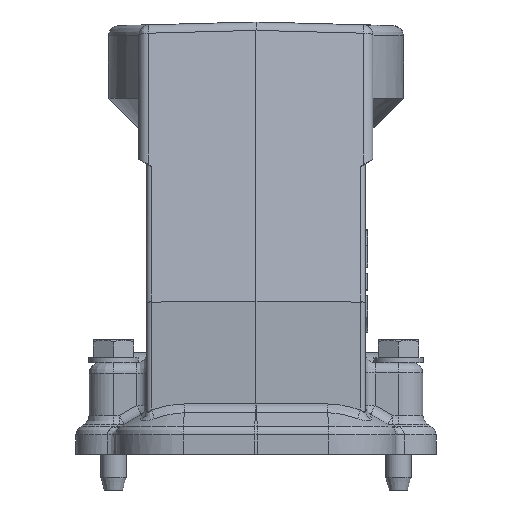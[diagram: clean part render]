
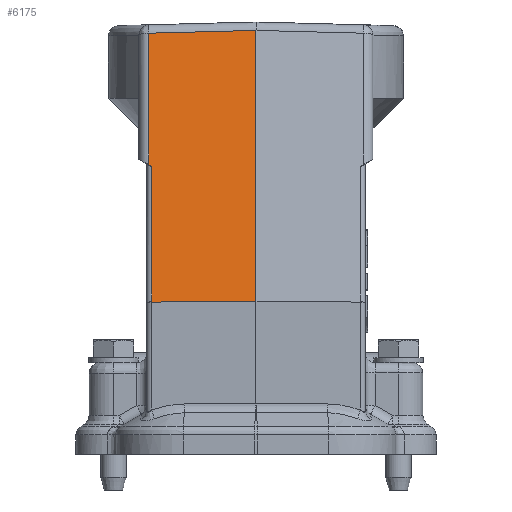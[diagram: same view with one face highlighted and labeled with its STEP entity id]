
A CAD part, left-side view. The second image highlights one B-rep face of the part: STEP entity #6175.
In plain terms, the highlighted planar face has unit normal (-0.985, 0.026, 0.174).
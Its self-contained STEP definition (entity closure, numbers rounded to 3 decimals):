
#6175=ADVANCED_FACE('',(#7182),#6638,.T.);
#6638=PLANE('',#17880);
#7182=FACE_OUTER_BOUND('',#7912,.T.);
#7912=EDGE_LOOP('',(#10745,#10746,#10747,#10748,#10749,#10750));
#10745=ORIENTED_EDGE('',*,*,#14388,.T.);
#10746=ORIENTED_EDGE('',*,*,#14387,.T.);
#10747=ORIENTED_EDGE('',*,*,#14383,.T.);
#10748=ORIENTED_EDGE('',*,*,#14038,.T.);
#10749=ORIENTED_EDGE('',*,*,#14044,.F.);
#10750=ORIENTED_EDGE('',*,*,#14389,.F.);
#12695=VERTEX_POINT('',#28584);
#12698=VERTEX_POINT('',#28594);
#12703=VERTEX_POINT('',#28615);
#12900=VERTEX_POINT('',#31828);
#12901=VERTEX_POINT('',#31853);
#12903=VERTEX_POINT('',#31859);
#14038=EDGE_CURVE('',#12695,#12698,#15388,.T.);
#14044=EDGE_CURVE('',#12703,#12698,#15392,.T.);
#14383=EDGE_CURVE('',#12900,#12695,#15527,.T.);
#14387=EDGE_CURVE('',#12901,#12900,#15529,.T.);
#14388=EDGE_CURVE('',#12903,#12901,#15530,.T.);
#14389=EDGE_CURVE('',#12903,#12703,#15531,.T.);
#15388=LINE('',#28595,#16199);
#15392=LINE('',#28616,#16203);
#15527=LINE('',#31827,#16338);
#15529=LINE('',#31856,#16340);
#15530=LINE('',#31858,#16341);
#15531=LINE('',#31860,#16342);
#16199=VECTOR('',#19513,1.);
#16203=VECTOR('',#19521,1.);
#16338=VECTOR('',#20012,1.);
#16340=VECTOR('',#20018,1.);
#16341=VECTOR('',#20021,1.);
#16342=VECTOR('',#20022,1.);
#17880=AXIS2_PLACEMENT_3D('',#31861,#20023,#20024);
#19513=DIRECTION('',(-0.174,0.,-0.985));
#19521=DIRECTION('',(0.026,1.,-0.002));
#20012=DIRECTION('',(-0.111,-0.861,-0.497));
#20018=DIRECTION('',(-0.174,0.,-0.985));
#20021=DIRECTION('',(0.022,0.999,-0.026));
#20022=DIRECTION('',(-0.174,0.,-0.985));
#20023=DIRECTION('',(-0.984,0.026,0.174));
#20024=DIRECTION('',(0.174,0.,0.985));
#28584=CARTESIAN_POINT('',(-54.769,20.526,45.372));
#28594=CARTESIAN_POINT('',(-59.463,20.526,18.753));
#28595=CARTESIAN_POINT('',(-54.769,20.526,45.372));
#28615=CARTESIAN_POINT('',(-60.,0.,18.8));
#28616=CARTESIAN_POINT('',(-60.,0.,18.8));
#31827=CARTESIAN_POINT('',(-54.701,21.052,45.676));
#31828=CARTESIAN_POINT('',(-54.701,21.052,45.676));
#31853=CARTESIAN_POINT('',(-50.131,21.052,71.597));
#31856=CARTESIAN_POINT('',(-50.131,21.052,71.597));
#31858=CARTESIAN_POINT('',(-50.593,0.,72.148));
#31859=CARTESIAN_POINT('',(-50.593,0.,72.148));
#31860=CARTESIAN_POINT('',(-50.593,0.,72.148));
#31861=CARTESIAN_POINT('',(-60.023,0.,18.67));
